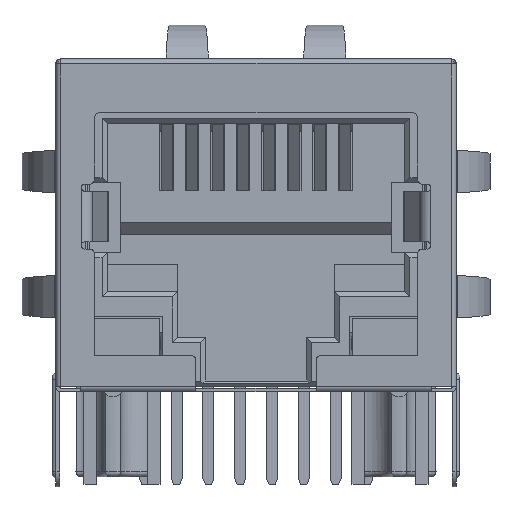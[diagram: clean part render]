
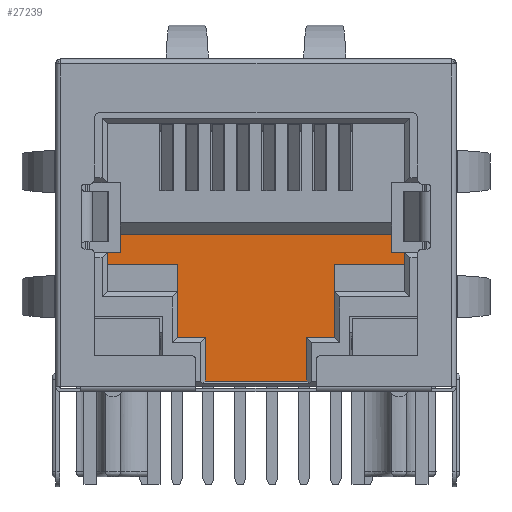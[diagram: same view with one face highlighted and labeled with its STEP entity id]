
A CAD part, front view. The second image highlights one B-rep face of the part: STEP entity #27239.
In plain terms, the highlighted planar face has unit normal (0, -1, 0).
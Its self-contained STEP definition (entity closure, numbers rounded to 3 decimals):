
#2862=ORIENTED_EDGE('',*,*,#10212,.F.);
#2863=ORIENTED_EDGE('',*,*,#10107,.T.);
#2864=ORIENTED_EDGE('',*,*,#10145,.F.);
#2865=ORIENTED_EDGE('',*,*,#10062,.F.);
#2866=ORIENTED_EDGE('',*,*,#10111,.F.);
#2867=ORIENTED_EDGE('',*,*,#10143,.F.);
#2868=ORIENTED_EDGE('',*,*,#10313,.T.);
#2869=ORIENTED_EDGE('',*,*,#10141,.T.);
#2870=ORIENTED_EDGE('',*,*,#10129,.F.);
#2871=ORIENTED_EDGE('',*,*,#10054,.T.);
#2872=ORIENTED_EDGE('',*,*,#10147,.T.);
#2873=ORIENTED_EDGE('',*,*,#10136,.T.);
#2874=ORIENTED_EDGE('',*,*,#10208,.T.);
#2875=ORIENTED_EDGE('',*,*,#10211,.T.);
#2876=ORIENTED_EDGE('',*,*,#9592,.T.);
#2877=ORIENTED_EDGE('',*,*,#10042,.T.);
#2878=ORIENTED_EDGE('',*,*,#10097,.T.);
#2879=ORIENTED_EDGE('',*,*,#10099,.T.);
#2880=ORIENTED_EDGE('',*,*,#9556,.T.);
#2881=ORIENTED_EDGE('',*,*,#10214,.F.);
#9556=EDGE_CURVE('',#13651,#13652,#16310,.T.);
#9592=EDGE_CURVE('',#13688,#13687,#16346,.T.);
#10042=EDGE_CURVE('',#13687,#14065,#16748,.T.);
#10054=EDGE_CURVE('',#14072,#14071,#16760,.T.);
#10062=EDGE_CURVE('',#14078,#14079,#16768,.T.);
#10097=EDGE_CURVE('',#14065,#14095,#16803,.T.);
#10099=EDGE_CURVE('',#14095,#13651,#16805,.T.);
#10107=EDGE_CURVE('',#14096,#14100,#16813,.T.);
#10111=EDGE_CURVE('',#14101,#14078,#16817,.T.);
#10129=EDGE_CURVE('',#14072,#14110,#16835,.T.);
#10136=EDGE_CURVE('',#14113,#14112,#16842,.T.);
#10141=EDGE_CURVE('',#14115,#14110,#16847,.T.);
#10143=EDGE_CURVE('',#14116,#14101,#16849,.T.);
#10145=EDGE_CURVE('',#14079,#14100,#16851,.T.);
#10147=EDGE_CURVE('',#14071,#14113,#16853,.T.);
#10208=EDGE_CURVE('',#14112,#14124,#16914,.T.);
#10211=EDGE_CURVE('',#14124,#13688,#16917,.T.);
#10212=EDGE_CURVE('',#14096,#14125,#16918,.T.);
#10214=EDGE_CURVE('',#14125,#13652,#16920,.T.);
#10313=EDGE_CURVE('',#14116,#14115,#16991,.T.);
#13651=VERTEX_POINT('',#41945);
#13652=VERTEX_POINT('',#41946);
#13687=VERTEX_POINT('',#42016);
#13688=VERTEX_POINT('',#42018);
#14065=VERTEX_POINT('',#42949);
#14071=VERTEX_POINT('',#42969);
#14072=VERTEX_POINT('',#42971);
#14078=VERTEX_POINT('',#42987);
#14079=VERTEX_POINT('',#42988);
#14095=VERTEX_POINT('',#43056);
#14096=VERTEX_POINT('',#43064);
#14100=VERTEX_POINT('',#43073);
#14101=VERTEX_POINT('',#43080);
#14110=VERTEX_POINT('',#43113);
#14112=VERTEX_POINT('',#43122);
#14113=VERTEX_POINT('',#43124);
#14115=VERTEX_POINT('',#43130);
#14116=VERTEX_POINT('',#43135);
#14124=VERTEX_POINT('',#43255);
#14125=VERTEX_POINT('',#43263);
#16310=LINE('',#41944,#19519);
#16346=LINE('',#42017,#19555);
#16748=LINE('',#42950,#19957);
#16760=LINE('',#42970,#19969);
#16768=LINE('',#42986,#19977);
#16803=LINE('',#43057,#20012);
#16805=LINE('',#43060,#20014);
#16813=LINE('',#43074,#20022);
#16817=LINE('',#43081,#20026);
#16835=LINE('',#43112,#20044);
#16842=LINE('',#43123,#20051);
#16847=LINE('',#43132,#20056);
#16849=LINE('',#43136,#20058);
#16851=LINE('',#43139,#20060);
#16853=LINE('',#43143,#20062);
#16914=LINE('',#43254,#20123);
#16917=LINE('',#43260,#20126);
#16918=LINE('',#43262,#20127);
#16920=LINE('',#43266,#20129);
#16991=LINE('',#43545,#20200);
#19519=VECTOR('',#34955,1000.);
#19555=VECTOR('',#34991,1000.);
#19957=VECTOR('',#35619,1000.);
#19969=VECTOR('',#35635,1000.);
#19977=VECTOR('',#35647,1000.);
#20012=VECTOR('',#35718,1000.);
#20014=VECTOR('',#35722,1000.);
#20022=VECTOR('',#35732,1000.);
#20026=VECTOR('',#35740,1000.);
#20044=VECTOR('',#35768,1000.);
#20051=VECTOR('',#35777,1000.);
#20056=VECTOR('',#35784,1000.);
#20058=VECTOR('',#35788,1000.);
#20060=VECTOR('',#35792,1000.);
#20062=VECTOR('',#35798,1000.);
#20123=VECTOR('',#35945,1000.);
#20126=VECTOR('',#35952,1000.);
#20127=VECTOR('',#35955,1000.);
#20129=VECTOR('',#35959,1000.);
#20200=VECTOR('',#36254,1000.);
#22994=EDGE_LOOP('',(#2862,#2863,#2864,#2865,#2866,#2867,#2868,#2869,#2870,
#2871,#2872,#2873,#2874,#2875,#2876,#2877,#2878,#2879,#2880,#2881));
#24538=FACE_BOUND('',#22994,.T.);
#26042=PLANE('',#33371);
#27239=ADVANCED_FACE('',(#24538),#26042,.F.);
#33371=AXIS2_PLACEMENT_3D('',#43546,#36255,#36256);
#34955=DIRECTION('',(-1.,0.,0.));
#34991=DIRECTION('',(-1.,0.,0.));
#35619=DIRECTION('',(0.,0.,-1.));
#35635=DIRECTION('',(0.,0.,-1.));
#35647=DIRECTION('',(0.,0.,-1.));
#35718=DIRECTION('',(1.,0.,0.));
#35722=DIRECTION('',(0.,0.,1.));
#35732=DIRECTION('',(0.,0.,1.));
#35740=DIRECTION('',(1.,0.,0.));
#35768=DIRECTION('',(1.,0.,0.));
#35777=DIRECTION('',(0.,0.,-1.));
#35784=DIRECTION('',(0.,0.,-1.));
#35788=DIRECTION('',(0.,0.,-1.));
#35792=DIRECTION('',(-1.,0.,0.));
#35798=DIRECTION('',(1.,0.,0.));
#35945=DIRECTION('',(1.,0.,0.));
#35952=DIRECTION('',(0.,0.,-1.));
#35955=DIRECTION('',(-1.,0.,0.));
#35959=DIRECTION('',(0.,0.,-1.));
#36254=DIRECTION('',(-1.,0.,0.));
#36255=DIRECTION('',(0.,1.,0.));
#36256=DIRECTION('',(0.,0.,1.));
#41944=CARTESIAN_POINT('',(2.03,0.911,-5.8));
#41945=CARTESIAN_POINT('',(2.03,0.911,-5.8));
#41946=CARTESIAN_POINT('',(2.025,0.911,-5.8));
#42016=CARTESIAN_POINT('',(-2.03,0.911,-5.8));
#42017=CARTESIAN_POINT('',(2.03,0.911,-5.8));
#42018=CARTESIAN_POINT('',(-2.025,0.911,-5.8));
#42949=CARTESIAN_POINT('',(-2.03,0.911,-6.17));
#42950=CARTESIAN_POINT('',(-2.03,0.911,-5.8));
#42969=CARTESIAN_POINT('',(-5.95,0.911,-1.53));
#42970=CARTESIAN_POINT('',(-5.95,0.911,-0.31));
#42971=CARTESIAN_POINT('',(-5.95,0.911,-1.04));
#42986=CARTESIAN_POINT('',(5.95,0.911,-0.31));
#42987=CARTESIAN_POINT('',(5.95,0.911,-1.04));
#42988=CARTESIAN_POINT('',(5.95,0.911,-1.53));
#43056=CARTESIAN_POINT('',(2.03,0.911,-6.17));
#43057=CARTESIAN_POINT('',(-2.03,0.911,-6.17));
#43060=CARTESIAN_POINT('',(2.03,0.911,-6.17));
#43064=CARTESIAN_POINT('',(3.15,0.911,-4.42));
#43073=CARTESIAN_POINT('',(3.15,0.911,-1.53));
#43074=CARTESIAN_POINT('',(3.15,0.911,-4.42));
#43080=CARTESIAN_POINT('',(5.425,0.911,-1.04));
#43081=CARTESIAN_POINT('',(5.95,0.911,-1.04));
#43112=CARTESIAN_POINT('',(-6.725,0.911,-1.04));
#43113=CARTESIAN_POINT('',(-5.425,0.911,-1.04));
#43122=CARTESIAN_POINT('',(-3.15,0.911,-4.42));
#43123=CARTESIAN_POINT('',(-3.15,0.911,-1.53));
#43124=CARTESIAN_POINT('',(-3.15,0.911,-1.53));
#43130=CARTESIAN_POINT('',(-5.425,0.911,-0.31));
#43132=CARTESIAN_POINT('',(-5.425,0.911,1.76));
#43135=CARTESIAN_POINT('',(5.425,0.911,-0.31));
#43136=CARTESIAN_POINT('',(5.425,0.911,1.76));
#43139=CARTESIAN_POINT('',(5.95,0.911,-1.53));
#43143=CARTESIAN_POINT('',(-5.95,0.911,-1.53));
#43254=CARTESIAN_POINT('',(-2.025,0.911,-4.42));
#43255=CARTESIAN_POINT('',(-2.025,0.911,-4.42));
#43260=CARTESIAN_POINT('',(-2.025,0.911,-5.8));
#43262=CARTESIAN_POINT('',(2.025,0.911,-4.42));
#43263=CARTESIAN_POINT('',(2.025,0.911,-4.42));
#43266=CARTESIAN_POINT('',(2.025,0.911,-5.8));
#43545=CARTESIAN_POINT('',(5.95,0.911,-0.31));
#43546=CARTESIAN_POINT('',(5.95,0.911,-0.31));
